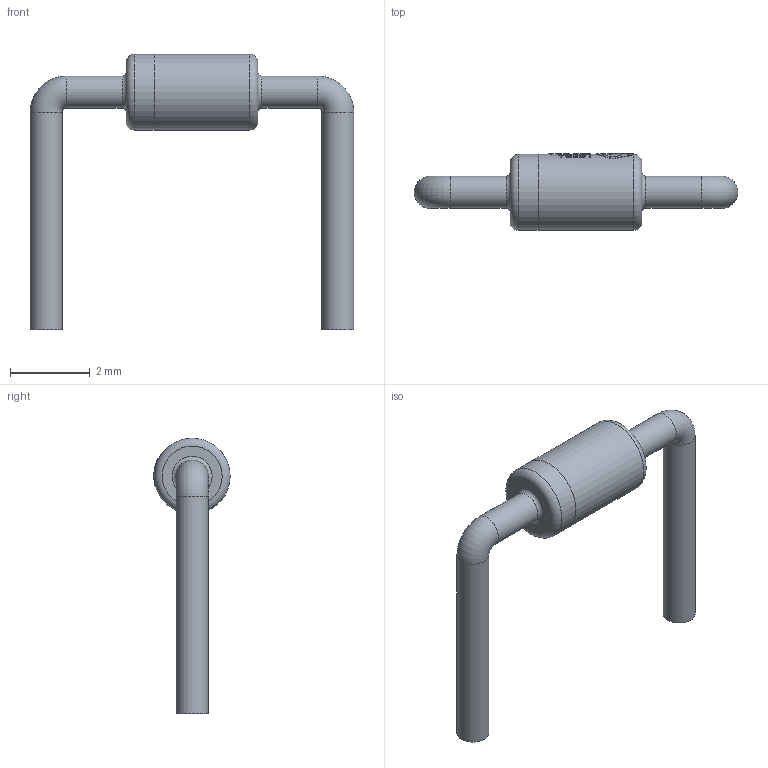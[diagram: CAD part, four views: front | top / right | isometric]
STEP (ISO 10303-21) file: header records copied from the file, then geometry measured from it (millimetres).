
FILE_DESCRIPTION (( 'STEP AP214' ), '1' );
FILE_NAME ('DO-41_BD1.9-L3.3-P7.30-D0.8-RD.STEP', '2023-04-09T08:09:54', ( '' ), ( '' ), 'SwSTEP 2.0', 'SolidWorks 2020', '' );
FILE_SCHEMA (( 'AUTOMOTIVE_DESIGN' ));
Length unit declared in the file: millimetre
Products named in the file (1): DO-41_BD1.9-L3.3-P7.30-D0.8-RD
Bounding box: 8.1 x 1.91 x 6.9 mm (x, y, z)
Volume: 22.3 mm3; surface area: 84.4 mm2
Topology: 3 solids, 3 shells, 247 faces, 649 edges, 431 vertices
Faces by surface type: bspline 121, plane 93, cylinder 27, torus 6
Full cylindrical faces by diameter (mm): 0.8 x4, 1.5 x2, 1.898 x1, 1.9 x1
Entity records: 11016 total; most frequent: CARTESIAN_POINT 3256, ORIENTED_EDGE 1266, EDGE_CURVE 633, DIRECTION 587, VERTEX_POINT 429, B_SPLINE_CURVE_WITH_KNOTS 391, EDGE_LOOP 284, FACE_OUTER_BOUND 261
